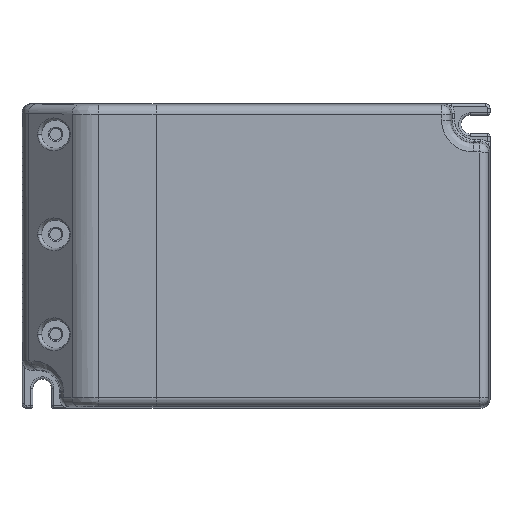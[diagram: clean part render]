
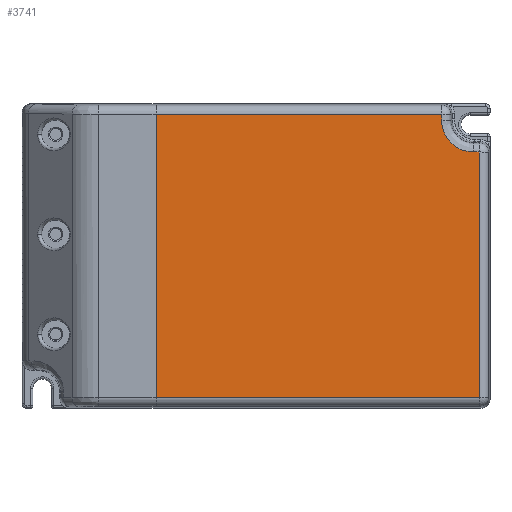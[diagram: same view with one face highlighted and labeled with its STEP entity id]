
A CAD part, top view. The second image highlights one B-rep face of the part: STEP entity #3741.
In plain terms, the highlighted planar face has unit normal (0, 0, 1).
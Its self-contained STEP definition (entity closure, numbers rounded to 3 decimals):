
#1232=DIRECTION('',(0.,1.,0.));
#1233=VECTOR('',#1232,62.301);
#1234=CARTESIAN_POINT('',(-22.,-31.151,22.));
#1235=LINE('',#1234,#1233);
#1236=DIRECTION('',(-1.,0.,0.));
#1237=VECTOR('',#1236,62.851);
#1238=CARTESIAN_POINT('',(40.851,31.151,22.));
#1239=LINE('',#1238,#1237);
#1240=DIRECTION('',(0.,1.,0.));
#1241=VECTOR('',#1240,1.301);
#1242=CARTESIAN_POINT('',(40.851,29.85,22.));
#1243=LINE('',#1242,#1241);
#1244=DIRECTION('',(-1.,0.,0.));
#1245=VECTOR('',#1244,1.301);
#1246=CARTESIAN_POINT('',(49.151,22.851,22.));
#1247=LINE('',#1246,#1245);
#1248=DIRECTION('',(0.,1.,0.));
#1249=VECTOR('',#1248,54.001);
#1250=CARTESIAN_POINT('',(49.151,-31.151,22.));
#1251=LINE('',#1250,#1249);
#1252=DIRECTION('',(1.,0.,0.));
#1253=VECTOR('',#1252,71.151);
#1254=CARTESIAN_POINT('',(-22.,-31.151,22.));
#1255=LINE('',#1254,#1253);
#1384=CARTESIAN_POINT('',(47.85,22.851,22.));
#1385=CARTESIAN_POINT('',(47.391,22.851,22.));
#1386=CARTESIAN_POINT('',(46.49,22.938,22.));
#1387=CARTESIAN_POINT('',(45.154,23.341,22.));
#1388=CARTESIAN_POINT('',(43.939,23.991,22.));
#1389=CARTESIAN_POINT('',(42.868,24.868,22.));
#1390=CARTESIAN_POINT('',(41.991,25.939,22.));
#1391=CARTESIAN_POINT('',(41.341,27.154,22.));
#1392=CARTESIAN_POINT('',(40.938,28.49,22.));
#1393=CARTESIAN_POINT('',(40.851,29.391,22.));
#1394=CARTESIAN_POINT('',(40.851,29.85,22.));
#1518=CARTESIAN_POINT('',(49.151,-31.151,22.));
#1519=CARTESIAN_POINT('',(49.151,22.851,22.));
#1520=VERTEX_POINT('',#1518);
#1521=VERTEX_POINT('',#1519);
#1530=CARTESIAN_POINT('',(40.851,31.151,22.));
#1531=VERTEX_POINT('',#1530);
#1533=CARTESIAN_POINT('',(47.85,22.851,22.));
#1535=VERTEX_POINT('',#1533);
#1537=CARTESIAN_POINT('',(40.851,29.85,22.));
#1539=VERTEX_POINT('',#1537);
#1566=CARTESIAN_POINT('',(-22.,-31.151,22.));
#1567=CARTESIAN_POINT('',(-22.,31.151,22.));
#1568=VERTEX_POINT('',#1566);
#1569=VERTEX_POINT('',#1567);
#3722=CARTESIAN_POINT('',(0.,0.,22.));
#3723=DIRECTION('',(0.,0.,1.));
#3724=DIRECTION('',(1.,0.,0.));
#3725=AXIS2_PLACEMENT_3D('',#3722,#3723,#3724);
#3726=PLANE('',#3725);
#3727=ORIENTED_EDGE('',*,*,#2096,.T.);
#3729=ORIENTED_EDGE('',*,*,#3728,.F.);
#3731=ORIENTED_EDGE('',*,*,#3730,.F.);
#3733=ORIENTED_EDGE('',*,*,#3732,.F.);
#3735=ORIENTED_EDGE('',*,*,#3734,.F.);
#3736=ORIENTED_EDGE('',*,*,#3713,.F.);
#3738=ORIENTED_EDGE('',*,*,#3737,.F.);
#3739=EDGE_LOOP('',(#3727,#3729,#3731,#3733,#3735,#3736,#3738));
#3740=FACE_OUTER_BOUND('',#3739,.F.);
#3741=ADVANCED_FACE('',(#3740),#3726,.T.);
#1395=B_SPLINE_CURVE_WITH_KNOTS('',3,(#1384,#1385,#1386,#1387,#1388,#1389,#1390,
#1391,#1392,#1393,#1394),.UNSPECIFIED.,.F.,.F.,(4,1,1,1,1,1,1,1,4),(0.,
0.125,0.25,0.375,0.5,0.625,0.75,0.875,1.),.UNSPECIFIED.);
#2096=EDGE_CURVE('',#1568,#1569,#1235,.T.);
#3713=EDGE_CURVE('',#1520,#1521,#1251,.T.);
#3728=EDGE_CURVE('',#1531,#1569,#1239,.T.);
#3730=EDGE_CURVE('',#1539,#1531,#1243,.T.);
#3732=EDGE_CURVE('',#1535,#1539,#1395,.T.);
#3734=EDGE_CURVE('',#1521,#1535,#1247,.T.);
#3737=EDGE_CURVE('',#1568,#1520,#1255,.T.);
